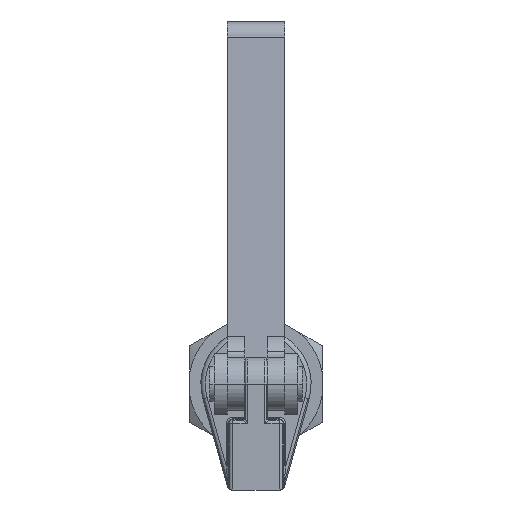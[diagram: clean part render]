
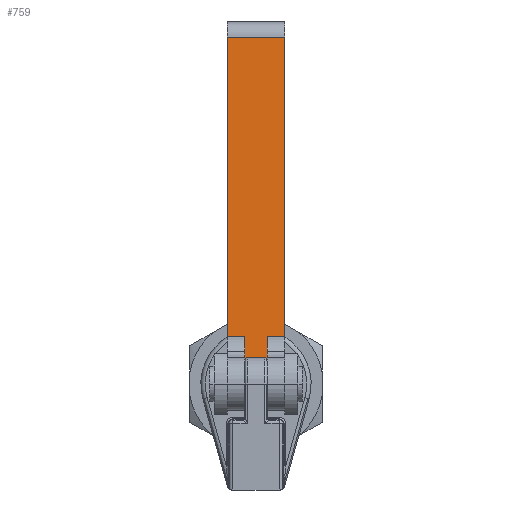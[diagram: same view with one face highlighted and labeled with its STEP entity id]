
A CAD part, left-side view. The second image highlights one B-rep face of the part: STEP entity #759.
In plain terms, the highlighted planar face has unit normal (-0.999, 0, 0.052).
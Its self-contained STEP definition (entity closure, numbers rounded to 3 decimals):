
#98=CARTESIAN_POINT('',(-429.565,-316.352,86.596));
#99=VERTEX_POINT('',#98);
#107=CARTESIAN_POINT('',(-429.565,-329.352,86.596));
#108=VERTEX_POINT('',#107);
#109=CARTESIAN_POINT('',(-429.565,-316.352,86.596));
#110=DIRECTION('',(0.0,-1.0,0.0));
#111=VECTOR('',#110,13.);
#112=LINE('',#109,#111);
#113=EDGE_CURVE('',#99,#108,#112,.T.);
#424=CARTESIAN_POINT('',(-433.121,-325.352,18.738));
#425=VERTEX_POINT('',#424);
#433=CARTESIAN_POINT('',(-433.998,-325.352,2.));
#434=VERTEX_POINT('',#433);
#435=CARTESIAN_POINT('',(-433.121,-325.352,18.738));
#436=DIRECTION('',(-0.052,0.0,-0.999));
#437=VECTOR('',#436,16.761);
#438=LINE('',#435,#437);
#439=EDGE_CURVE('',#425,#434,#438,.T.);
#499=CARTESIAN_POINT('',(-433.998,-320.352,2.));
#500=VERTEX_POINT('',#499);
#507=CARTESIAN_POINT('',(-433.121,-320.352,18.738));
#508=VERTEX_POINT('',#507);
#509=CARTESIAN_POINT('',(-433.998,-320.352,2.));
#510=DIRECTION('',(0.052,0.0,0.999));
#511=VECTOR('',#510,16.761);
#512=LINE('',#509,#511);
#513=EDGE_CURVE('',#500,#508,#512,.T.);
#541=CARTESIAN_POINT('',(-433.121,-329.352,18.738));
#542=VERTEX_POINT('',#541);
#550=CARTESIAN_POINT('',(-433.121,-325.352,18.738));
#551=DIRECTION('',(0.0,-1.0,0.0));
#552=VECTOR('',#551,4.);
#553=LINE('',#550,#552);
#554=EDGE_CURVE('',#425,#542,#553,.T.);
#567=CARTESIAN_POINT('',(-433.121,-316.352,18.738));
#568=VERTEX_POINT('',#567);
#569=CARTESIAN_POINT('',(-433.121,-316.352,18.738));
#570=DIRECTION('',(0.0,-1.0,0.0));
#571=VECTOR('',#570,4.);
#572=LINE('',#569,#571);
#573=EDGE_CURVE('',#568,#508,#572,.T.);
#729=CARTESIAN_POINT('',(-433.121,-316.352,18.738));
#730=DIRECTION('',(-0.999,0.0,0.052));
#731=DIRECTION('',(0.052,0.0,0.999));
#732=AXIS2_PLACEMENT_3D('',#729,#730,#731);
#733=PLANE('',#732);
#734=CARTESIAN_POINT('',(-433.121,-329.352,18.738));
#735=DIRECTION('',(0.052,0.0,0.999));
#736=VECTOR('',#735,67.951);
#737=LINE('',#734,#736);
#738=EDGE_CURVE('',#542,#108,#737,.T.);
#739=ORIENTED_EDGE('',*,*,#738,.T.);
#740=ORIENTED_EDGE('',*,*,#113,.F.);
#741=CARTESIAN_POINT('',(-429.565,-316.352,86.596));
#742=DIRECTION('',(-0.052,0.0,-0.999));
#743=VECTOR('',#742,67.951);
#744=LINE('',#741,#743);
#745=EDGE_CURVE('',#99,#568,#744,.T.);
#746=ORIENTED_EDGE('',*,*,#745,.T.);
#747=ORIENTED_EDGE('',*,*,#573,.T.);
#748=ORIENTED_EDGE('',*,*,#513,.F.);
#749=CARTESIAN_POINT('',(-433.998,-325.352,2.));
#750=DIRECTION('',(0.0,1.0,0.0));
#751=VECTOR('',#750,5.0);
#752=LINE('',#749,#751);
#753=EDGE_CURVE('',#434,#500,#752,.T.);
#754=ORIENTED_EDGE('',*,*,#753,.F.);
#755=ORIENTED_EDGE('',*,*,#439,.F.);
#756=ORIENTED_EDGE('',*,*,#554,.T.);
#757=EDGE_LOOP('',(#739,#740,#746,#747,#748,#754,#755,#756));
#758=FACE_OUTER_BOUND('',#757,.T.);
#759=ADVANCED_FACE('',(#758),#733,.T.);
